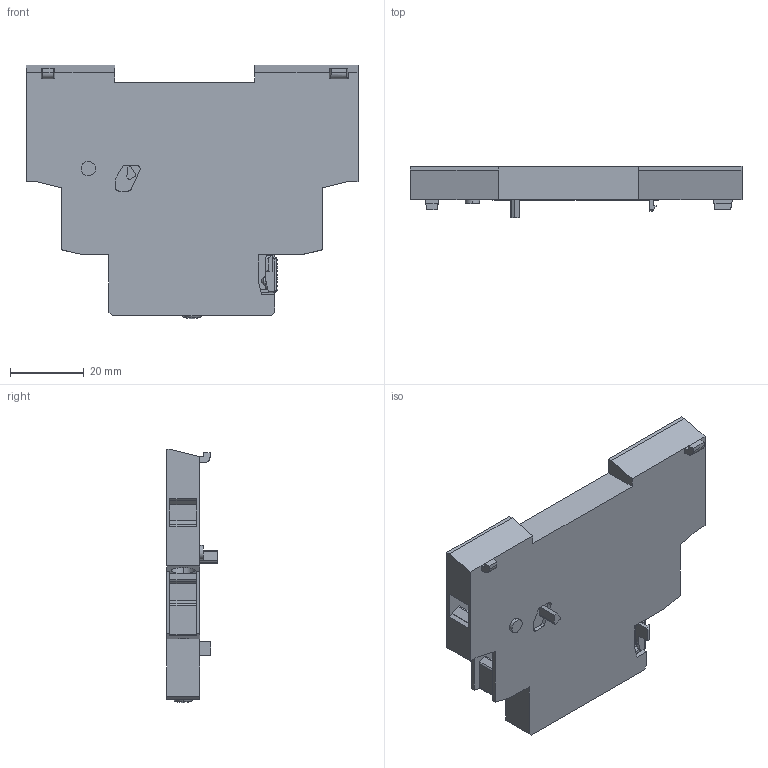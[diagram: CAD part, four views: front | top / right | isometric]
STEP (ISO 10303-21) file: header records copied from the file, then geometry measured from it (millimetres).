
FILE_DESCRIPTION (( 'STEP AP203' ), '1' );
FILE_NAME ('HPX2-ALM11-S.step', '2022-11-01T18:19:00', ( '' ), ( '' ), 'SwSTEP 2.0', 'SolidWorks 2021', '' );
FILE_SCHEMA (( 'CONFIG_CONTROL_DESIGN' ));
Length unit declared in the file: millimetre
Products named in the file (1): HPX2-ALM11-S
Bounding box: 90 x 13.8 x 68.69 mm (x, y, z)
Volume: 37789.5 mm3; surface area: 15710.7 mm2
Topology: 4 solids, 4 shells, 312 faces, 848 edges, 550 vertices
Faces by surface type: plane 194, cylinder 75, torus 24, cone 9, sphere 6, bspline 4
Entity records: 10226 total; most frequent: CARTESIAN_POINT 2239, ORIENTED_EDGE 1682, DIRECTION 1616, EDGE_CURVE 841, LINE 582, VECTOR 582, VERTEX_POINT 549, AXIS2_PLACEMENT_3D 517
